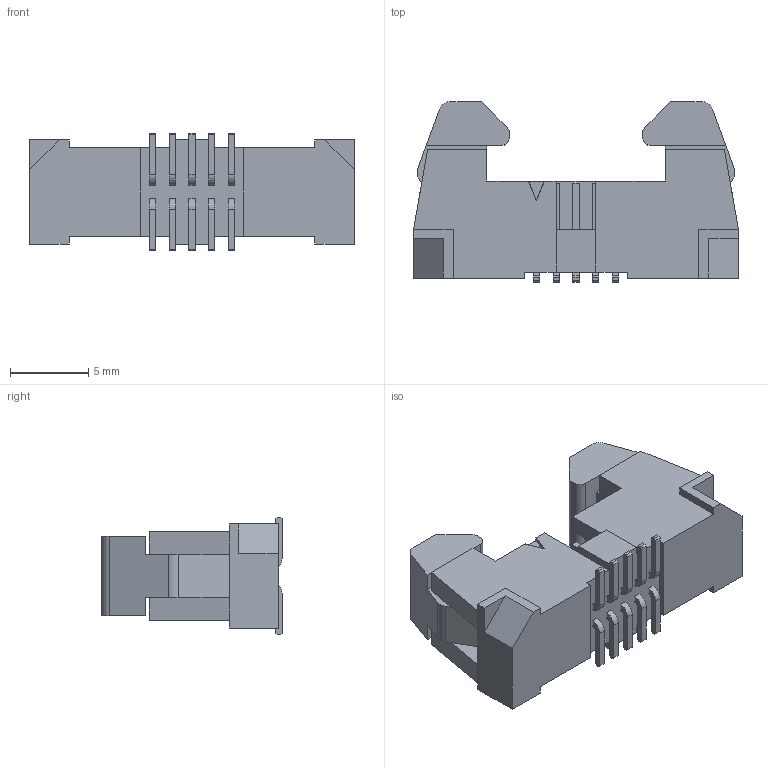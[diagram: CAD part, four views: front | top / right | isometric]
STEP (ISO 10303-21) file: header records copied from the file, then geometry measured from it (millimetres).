
FILE_DESCRIPTION(/* description */ ('STEP AP214'),/* implementation_level */ '2;1');
FILE_NAME(/* name */ 'EHF-105-01-S-D-SM',/* time_stamp */ '2023-03-02T11:04:36+01:00',/* author */ ('License CC BY-ND 4.0'),/* organization */ ('CADENAS'),/* preprocessor_version */ 'ST-DEVELOPER v18.102',/* originating_system */ 'PARTsolutions',/* authorisation */ ' ');
FILE_SCHEMA (('AUTOMOTIVE_DESIGN {1 0 10303 214 3 1 1}'));
Length unit declared in the file: inch
Products named in the file (4): EHF-105-01-S-D-SM; T-1S15-02-05-D-SM; EHF-First_Position_Indicator; EHF-105-01-D_header
Assembly tree (3 placements, depth 2):
  EHF-105-01-S-D-SM
    T-1S15-02-05-D-SM
    EHF-First_Position_Indicator
    EHF-105-01-D_header
Bounding box: 20.83 x 11.56 x 7.52 mm (x, y, z)
Volume: 810.5 mm3; surface area: 1110.4 mm2
Topology: 3 solids, 3 shells, 263 faces, 753 edges, 496 vertices
Faces by surface type: plane 235, cylinder 28
Entity records: 8544 total; most frequent: CARTESIAN_POINT 1516, ORIENTED_EDGE 1506, DIRECTION 1343, EDGE_CURVE 753, LINE 697, VECTOR 697, VERTEX_POINT 496, AXIS2_PLACEMENT_3D 323
